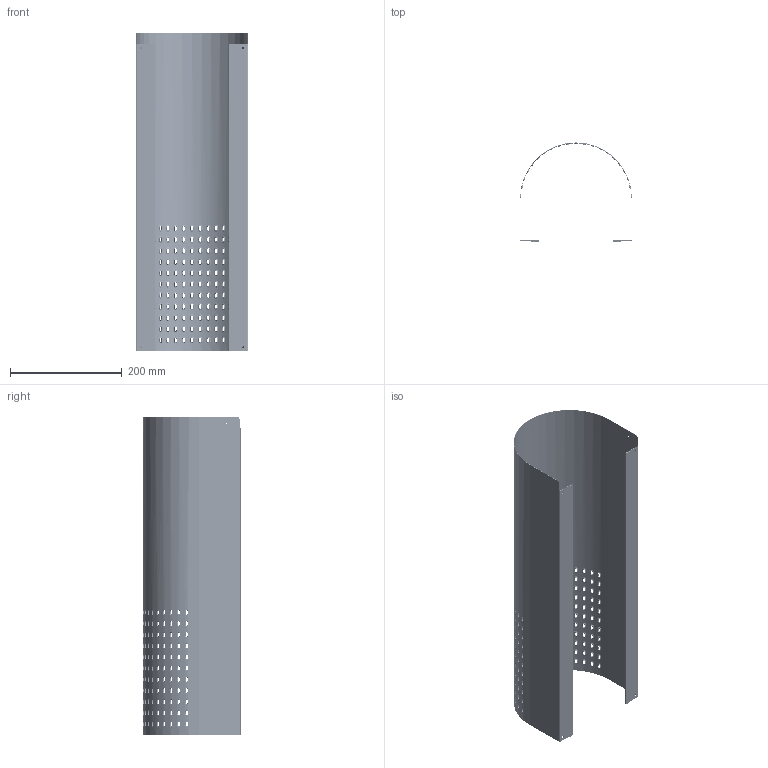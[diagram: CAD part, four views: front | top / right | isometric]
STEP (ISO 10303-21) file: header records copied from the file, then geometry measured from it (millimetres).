
FILE_DESCRIPTION(/* description */ ('Teknikmodul VT160 Frånluft'),/* implementation_level */ '2;1');
FILE_NAME(/* name */ 'HINT-TM-072.stp',/* time_stamp */ '2016-02-15T12:35:23+01:00',/* author */ ('John'),/* organization */ (''),/* preprocessor_version */ 'ST-DEVELOPER v15.6',/* originating_system */ 'Autodesk Inventor 2015',/* authorisation */ '');
FILE_SCHEMA (('AUTOMOTIVE_DESIGN { 1 0 10303 214 3 1 1 }'));
Products named in the file (1): HINT-TM-072
Bounding box: 200 x 176.5 x 570 mm (x, y, z)
Volume: 161376.4 mm3; surface area: 635605.9 mm2
Topology: 1 solids, 1 shells, 3615 faces, 8506 edges, 5102 vertices
Faces by surface type: bspline 2508, plane 876, cylinder 231
Full cylindrical faces by diameter (mm): 2.5 x2, 4 x4
Entity records: 200667 total; most frequent: CARTESIAN_POINT 133821, ORIENTED_EDGE 16988, EDGE_CURVE 8494, DIRECTION 6574, VERTEX_POINT 5096, LINE 4270, VECTOR 4270, EDGE_LOOP 4260
